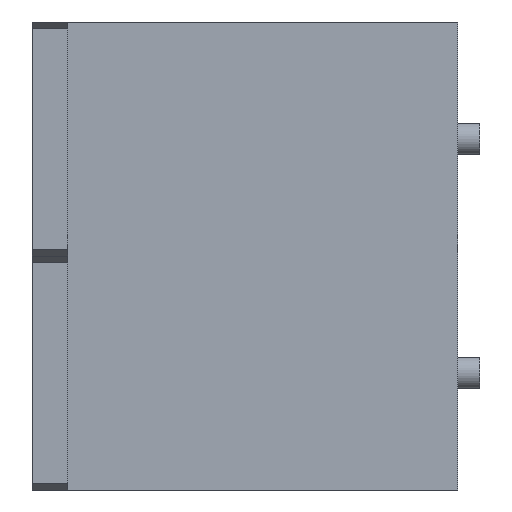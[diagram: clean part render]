
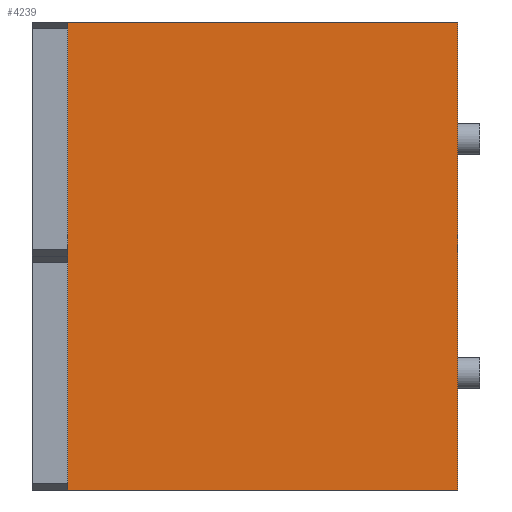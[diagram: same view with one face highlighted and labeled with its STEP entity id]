
A CAD part, front view. The second image highlights one B-rep face of the part: STEP entity #4239.
In plain terms, the highlighted planar face has unit normal (0, -1, 0).
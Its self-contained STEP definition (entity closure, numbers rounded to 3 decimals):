
#4200=CARTESIAN_POINT('',(125.0,0.,150.0));
#4201=DIRECTION('',(0.0,1.0,0.0));
#4202=DIRECTION('',(1.0,0.0,0.0));
#4203=AXIS2_PLACEMENT_3D('',#4200,#4201,#4202);
#4204=PLANE('',#4203);
#4205=CARTESIAN_POINT('',(250.0,0.0,0.0));
#4206=VERTEX_POINT('',#4205);
#4207=CARTESIAN_POINT('',(250.0,0.,300.0));
#4208=VERTEX_POINT('',#4207);
#4209=CARTESIAN_POINT('',(250.0,0.,0.0));
#4210=DIRECTION('',(0.0,0.0,1.0));
#4211=VECTOR('',#4210,300.0);
#4212=LINE('',#4209,#4211);
#4213=EDGE_CURVE('',#4206,#4208,#4212,.T.);
#4214=ORIENTED_EDGE('',*,*,#4213,.T.);
#4215=CARTESIAN_POINT('',(0.0,0.,300.0));
#4216=VERTEX_POINT('',#4215);
#4217=CARTESIAN_POINT('',(250.0,0.,300.0));
#4218=DIRECTION('',(-1.0,0.0,0.0));
#4219=VECTOR('',#4218,250.0);
#4220=LINE('',#4217,#4219);
#4221=EDGE_CURVE('',#4208,#4216,#4220,.T.);
#4222=ORIENTED_EDGE('',*,*,#4221,.T.);
#4223=CARTESIAN_POINT('',(0.0,0.0,0.0));
#4224=VERTEX_POINT('',#4223);
#4225=CARTESIAN_POINT('',(0.0,0.,300.0));
#4226=DIRECTION('',(0.0,0.0,-1.0));
#4227=VECTOR('',#4226,300.0);
#4228=LINE('',#4225,#4227);
#4229=EDGE_CURVE('',#4216,#4224,#4228,.T.);
#4230=ORIENTED_EDGE('',*,*,#4229,.T.);
#4231=CARTESIAN_POINT('',(0.0,0.0,0.0));
#4232=DIRECTION('',(1.0,0.0,0.0));
#4233=VECTOR('',#4232,250.0);
#4234=LINE('',#4231,#4233);
#4235=EDGE_CURVE('',#4224,#4206,#4234,.T.);
#4236=ORIENTED_EDGE('',*,*,#4235,.T.);
#4237=EDGE_LOOP('',(#4214,#4222,#4230,#4236));
#4238=FACE_OUTER_BOUND('',#4237,.T.);
#4239=ADVANCED_FACE('',(#4238),#4204,.F.);
